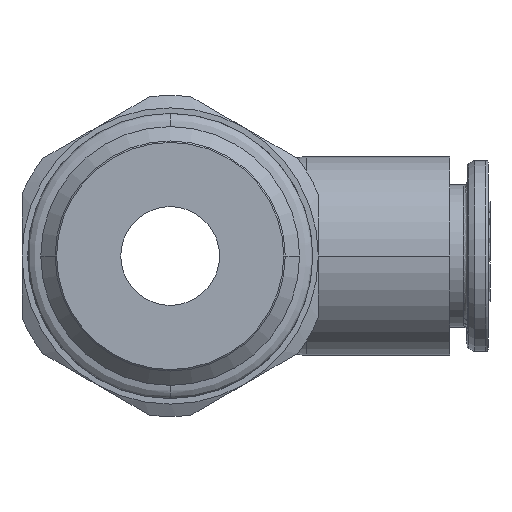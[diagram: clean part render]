
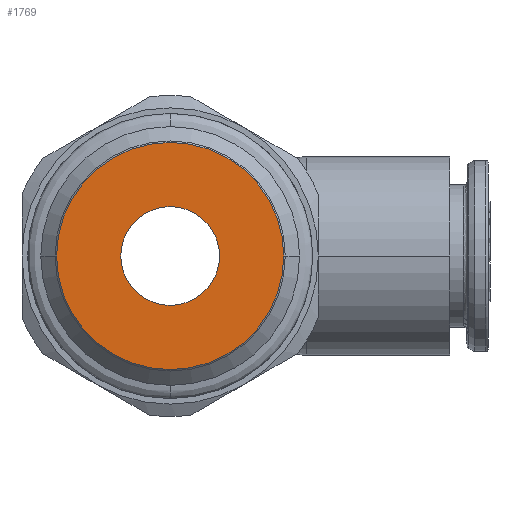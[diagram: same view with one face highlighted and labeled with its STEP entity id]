
A CAD part, left-side view. The second image highlights one B-rep face of the part: STEP entity #1769.
In plain terms, the highlighted planar face has unit normal (-1, 0, 0).
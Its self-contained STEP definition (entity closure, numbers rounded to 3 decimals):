
#1769=ADVANCED_FACE('',(#4790,#4791),#4792,.T.);
#4790=FACE_OUTER_BOUND('',#12688,.T.);
#4791=FACE_BOUND('',#12689,.T.);
#4792=PLANE('',#12690);
#12688=EDGE_LOOP('',(#23856,#23857));
#12689=EDGE_LOOP('',(#23858,#23859));
#12690=AXIS2_PLACEMENT_3D('',#23860,#23861,#23862);
#23856=ORIENTED_EDGE('',*,*,#28071,.F.);
#23857=ORIENTED_EDGE('',*,*,#28072,.F.);
#23858=ORIENTED_EDGE('',*,*,#28073,.F.);
#23859=ORIENTED_EDGE('',*,*,#28070,.F.);
#23860=CARTESIAN_POINT('',(-37.85,0.0,0.0));
#23861=DIRECTION('',(-1.0,0.0,0.0));
#23862=DIRECTION('',(0.0,0.0,-1.0));
#28070=EDGE_CURVE('',#34114,#34112,#34116,.T.);
#28071=EDGE_CURVE('',#34117,#34118,#34119,.T.);
#28072=EDGE_CURVE('',#34118,#34117,#34120,.T.);
#28073=EDGE_CURVE('',#34112,#34114,#34121,.T.);
#34112=VERTEX_POINT('',#46359);
#34114=VERTEX_POINT('',#46362);
#34116=CIRCLE('',#46365,4.0);
#34117=VERTEX_POINT('',#46366);
#34118=VERTEX_POINT('',#46367);
#34119=CIRCLE('',#46368,9.2);
#34120=CIRCLE('',#46369,9.2);
#34121=CIRCLE('',#46370,4.0);
#46359=CARTESIAN_POINT('',(-37.85,0.0,-4.0));
#46362=CARTESIAN_POINT('',(-37.85,0.0,4.0));
#46365=AXIS2_PLACEMENT_3D('',#52144,#52145,#52146);
#46366=CARTESIAN_POINT('',(-37.85,-9.2,0.0));
#46367=CARTESIAN_POINT('',(-37.85,9.2,0.0));
#46368=AXIS2_PLACEMENT_3D('',#52147,#52148,#52149);
#46369=AXIS2_PLACEMENT_3D('',#52150,#52151,#52152);
#46370=AXIS2_PLACEMENT_3D('',#52153,#52154,#52155);
#52144=CARTESIAN_POINT('',(-37.85,0.0,0.0));
#52145=DIRECTION('',(-1.0,0.0,0.0));
#52146=DIRECTION('',(0.0,0.0,1.0));
#52147=CARTESIAN_POINT('',(-37.85,0.0,0.0));
#52148=DIRECTION('',(1.0,0.0,0.0));
#52149=DIRECTION('',(0.0,-1.0,0.0));
#52150=CARTESIAN_POINT('',(-37.85,0.0,0.0));
#52151=DIRECTION('',(1.0,0.0,0.0));
#52152=DIRECTION('',(0.0,1.0,0.0));
#52153=CARTESIAN_POINT('',(-37.85,0.0,0.0));
#52154=DIRECTION('',(-1.0,0.0,0.0));
#52155=DIRECTION('',(0.0,0.0,-1.0));
